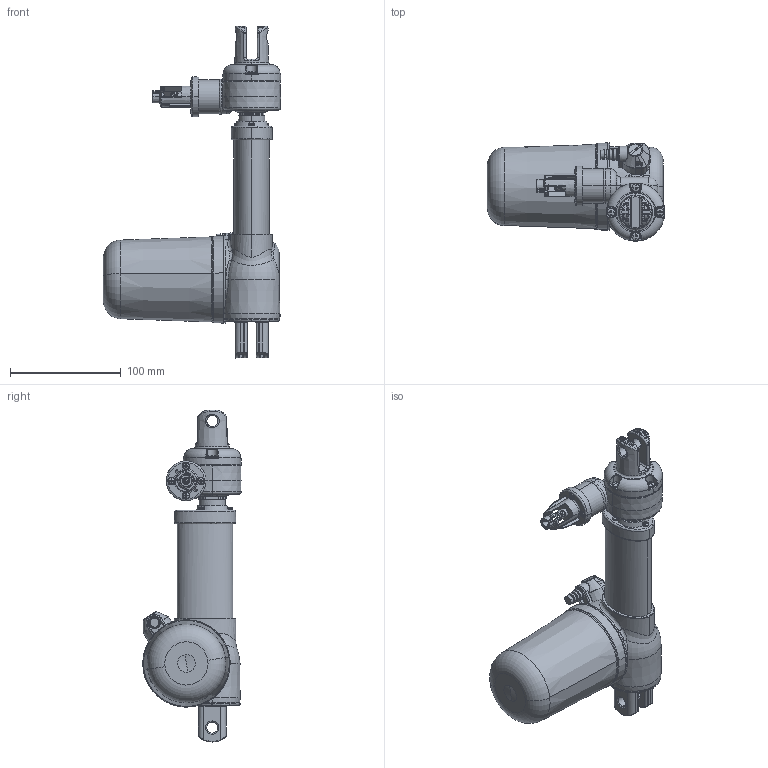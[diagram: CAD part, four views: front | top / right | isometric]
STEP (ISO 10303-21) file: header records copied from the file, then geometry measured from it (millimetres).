
FILE_DESCRIPTION (( 'STEP AP203' ), '1' );
FILE_NAME ('Meg 2 + GQR.STEP', '2013-08-13T08:56:40', ( 'admin' ), ( 'Hewlett-Packard Company' ), 'SwSTEP 2.0', 'SolidWorks 2012', '' );
FILE_SCHEMA (( 'CONFIG_CONTROL_DESIGN' ));
Length unit declared in the file: millimetre
Products named in the file (1): Meg 2 + GQR
Bounding box: 160.19 x 89.08 x 300 mm (x, y, z)
Volume: 1006643 mm3; surface area: 93009.5 mm2
Topology: 1 solids, 1 shells, 1444 faces, 3607 edges, 2169 vertices
Faces by surface type: plane 466, bspline 371, cylinder 285, torus 175, cone 117, sphere 30
Entity records: 56702 total; most frequent: CARTESIAN_POINT 25472, ORIENTED_EDGE 7126, DIRECTION 5870, EDGE_CURVE 3563, AXIS2_PLACEMENT_3D 2369, VERTEX_POINT 2168, EDGE_LOOP 1507, FACE_OUTER_BOUND 1444
